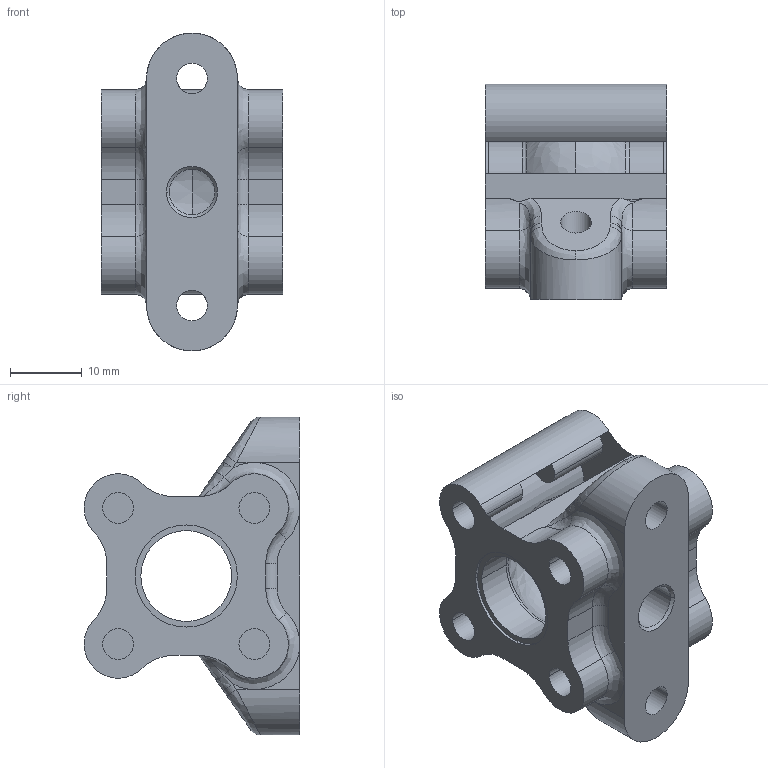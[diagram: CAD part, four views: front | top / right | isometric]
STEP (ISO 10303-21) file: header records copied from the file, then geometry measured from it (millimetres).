
FILE_DESCRIPTION(/* description */ (''),/* implementation_level */ '2;1');
FILE_NAME(/* name */ 'machine_part',/* time_stamp */ '2025-05-30T17:05:35-06:00',/* author */ (''),/* organization */ (''),/* preprocessor_version */ 'ST-DEVELOPER v19.2',/* originating_system */ 'Rhino 8.19',/* authorisation */ '');
FILE_SCHEMA (('CONFIG_CONTROL_DESIGN'));
Length unit declared in the file: metre
Products named in the file (1): Document
Bounding box: 25.4 x 30.15 x 44.45 mm (x, y, z)
Surface area: 7070.4 mm2 (no closed solid volume)
Topology: 0 solids, 117 shells, 117 faces, 564 edges, 560 vertices
Faces by surface type: cylinder 55, bspline 32, plane 30
Entity records: 8249 total; most frequent: CARTESIAN_POINT 3977, DIRECTION 625, ORIENTED_EDGE 560, EDGE_CURVE 560, VERTEX_POINT 560, AXIS2_PLACEMENT_3D 355, B_SPLINE_CURVE_WITH_KNOTS 280, TRIMMED_CURVE 268
